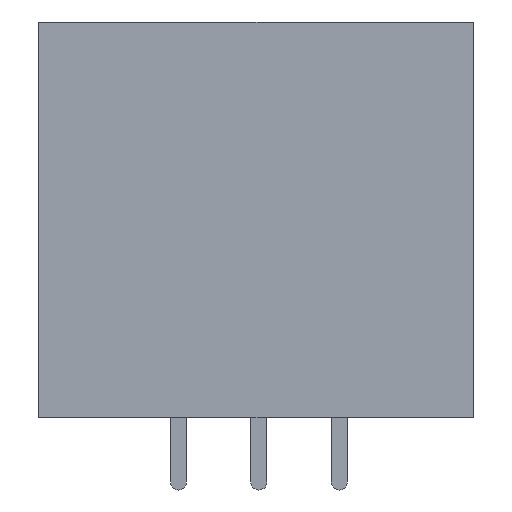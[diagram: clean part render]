
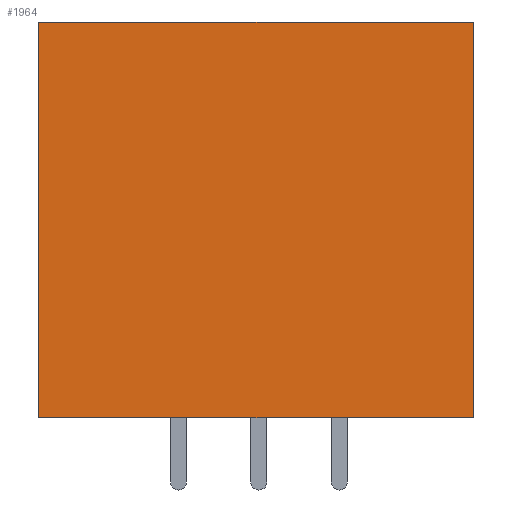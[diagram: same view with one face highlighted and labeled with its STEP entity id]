
A CAD part, left-side view. The second image highlights one B-rep face of the part: STEP entity #1964.
In plain terms, the highlighted planar face has unit normal (-1, 0, 0).
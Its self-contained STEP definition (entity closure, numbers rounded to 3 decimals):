
#1925=CARTESIAN_POINT('',(-2.7,0.,0.));
#1926=DIRECTION('',(1.,0.,0.));
#1927=DIRECTION('',(0.,1.,0.));
#1928=AXIS2_PLACEMENT_3D('',#1925,#1926,#1927);
#1929=PLANE('',#1928);
#1930=CARTESIAN_POINT('',(-2.7,22.4,25.75));
#1931=VERTEX_POINT('',#1930);
#1932=CARTESIAN_POINT('',(-2.7,22.4,1.15));
#1933=VERTEX_POINT('',#1932);
#1934=CARTESIAN_POINT('',(-2.7,22.4,25.75));
#1935=DIRECTION('',(0.,0.,-1.));
#1936=VECTOR('',#1935,24.6);
#1937=LINE('',#1934,#1936);
#1938=EDGE_CURVE('',#1931,#1933,#1937,.T.);
#1939=ORIENTED_EDGE('',*,*,#1938,.T.);
#1940=CARTESIAN_POINT('',(-2.7,-4.6,1.15));
#1941=VERTEX_POINT('',#1940);
#1942=CARTESIAN_POINT('',(-2.7,22.4,1.15));
#1943=DIRECTION('',(0.,-1.,-0.));
#1944=VECTOR('',#1943,27.);
#1945=LINE('',#1942,#1944);
#1946=EDGE_CURVE('',#1933,#1941,#1945,.T.);
#1947=ORIENTED_EDGE('',*,*,#1946,.T.);
#1948=CARTESIAN_POINT('',(-2.7,-4.6,25.75));
#1949=VERTEX_POINT('',#1948);
#1950=CARTESIAN_POINT('',(-2.7,-4.6,1.15));
#1951=DIRECTION('',(0.,0.,1.));
#1952=VECTOR('',#1951,24.6);
#1953=LINE('',#1950,#1952);
#1954=EDGE_CURVE('',#1941,#1949,#1953,.T.);
#1955=ORIENTED_EDGE('',*,*,#1954,.T.);
#1956=CARTESIAN_POINT('',(-2.7,-4.6,25.75));
#1957=DIRECTION('',(0.,1.,0.));
#1958=VECTOR('',#1957,27.);
#1959=LINE('',#1956,#1958);
#1960=EDGE_CURVE('',#1949,#1931,#1959,.T.);
#1961=ORIENTED_EDGE('',*,*,#1960,.T.);
#1962=EDGE_LOOP('',(#1939,#1947,#1955,#1961));
#1963=FACE_BOUND('',#1962,.T.);
#1964=ADVANCED_FACE('',(#1963),#1929,.F.);
